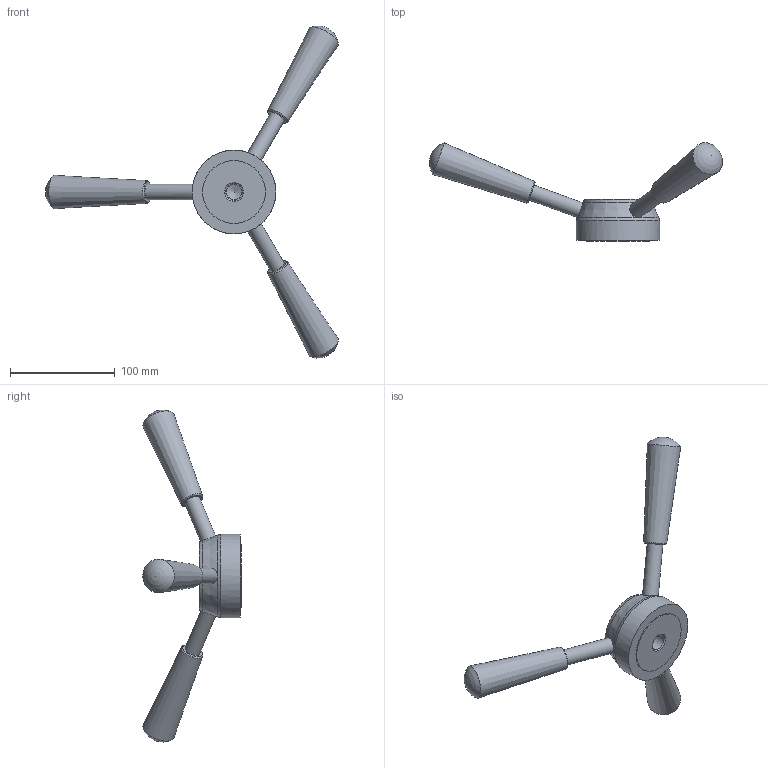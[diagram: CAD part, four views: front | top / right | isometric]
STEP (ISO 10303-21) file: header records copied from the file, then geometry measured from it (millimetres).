
FILE_DESCRIPTION(/* description */ (''),/* implementation_level */ '2;1');
FILE_NAME(/* name */ 'TRA180.dxf',/* time_stamp */ '2012-11-23T18:27:16+08:00',/* author */ (''),/* organization */ (''),/* preprocessor_version */ 'ST-DEVELOPER v9',/* originating_system */ 'UGS - NX 4.0',/* authorisation */ '');
FILE_SCHEMA (('CONFIG_CONTROL_DESIGN'));
Length unit declared in the file: millimetre
Products named in the file (1): Admi51CAxrp5
Bounding box: 279.84 x 93.85 x 317.11 mm (x, y, z)
Volume: 375243.1 mm3; surface area: 53586.4 mm2
Topology: 1 solids, 1 shells, 29 faces, 64 edges, 42 vertices
Faces by surface type: cone 11, cylinder 8, plane 7, sphere 3
Full cylindrical faces by diameter (mm): 14.866 x1, 15 x3, 15.866 x1, 60 x1, 80 x2
Entity records: 796 total; most frequent: CARTESIAN_POINT 237, DIRECTION 104, EDGE_LOOP 56, ORIENTED_EDGE 56, AXIS2_PLACEMENT_3D 52, FACE_BOUND 36, ADVANCED_FACE 29, VERTEX_POINT 29
